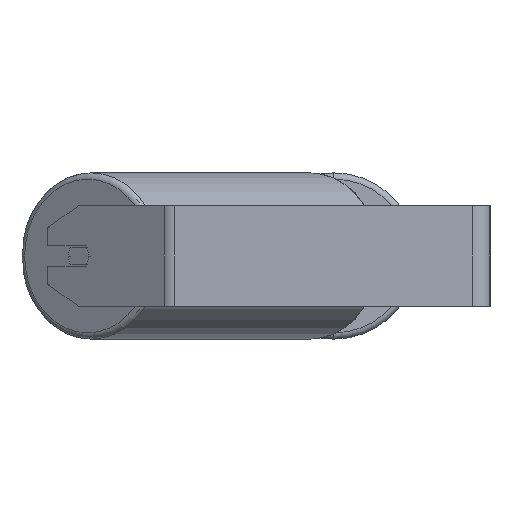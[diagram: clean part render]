
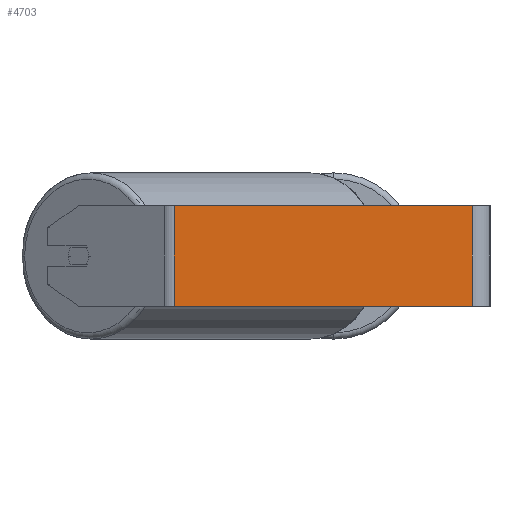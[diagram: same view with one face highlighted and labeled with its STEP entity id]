
A CAD part, left-side view. The second image highlights one B-rep face of the part: STEP entity #4703.
In plain terms, the highlighted planar face has unit normal (-1, 0, 0).
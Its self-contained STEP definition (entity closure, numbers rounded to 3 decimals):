
#109 = VECTOR ( 'NONE', #1543, 1000. ) ;
#264 = LINE ( 'NONE', #2250, #109 ) ;
#1039 = CARTESIAN_POINT ( 'NONE',  ( -525., 252.509, 40. ) ) ;
#1260 = CARTESIAN_POINT ( 'NONE',  ( -525., 14., -40. ) ) ;
#1543 = DIRECTION ( 'NONE',  ( 0., -1., 0. ) ) ;
#1678 = EDGE_CURVE ( 'NONE', #6754, #7480, #2800, .T. ) ;
#2224 = DIRECTION ( 'NONE',  ( 0., 0., -1. ) ) ;
#2236 = CARTESIAN_POINT ( 'NONE',  ( -525., 14., 40. ) ) ;
#2250 = CARTESIAN_POINT ( 'NONE',  ( -525., 256.923, 40. ) ) ;
#2387 = CARTESIAN_POINT ( 'NONE',  ( -525., 252.509, -40. ) ) ;
#2679 = ORIENTED_EDGE ( 'NONE', *, *, #4645, .F. ) ;
#2800 = LINE ( 'NONE', #6869, #4004 ) ;
#2871 = CARTESIAN_POINT ( 'NONE',  ( -525., 14., 40. ) ) ;
#4004 = VECTOR ( 'NONE', #2224, 1000. ) ;
#4167 = PLANE ( 'NONE',  #7982 ) ;
#4204 = ORIENTED_EDGE ( 'NONE', *, *, #7672, .F. ) ;
#4336 = ORIENTED_EDGE ( 'NONE', *, *, #1678, .T. ) ;
#4430 = LINE ( 'NONE', #6325, #8162 ) ;
#4645 = EDGE_CURVE ( 'NONE', #6630, #8339, #6273, .T. ) ;
#4703 = ADVANCED_FACE ( 'NONE', ( #5660 ), #4167, .F. ) ;
#4821 = DIRECTION ( 'NONE',  ( 0., 0., -1. ) ) ;
#5009 = VECTOR ( 'NONE', #5573, 1000. ) ;
#5082 = ORIENTED_EDGE ( 'NONE', *, *, #7490, .T. ) ;
#5573 = DIRECTION ( 'NONE',  ( 0., 0., -1. ) ) ;
#5660 = FACE_OUTER_BOUND ( 'NONE', #7476, .T. ) ;
#6273 = LINE ( 'NONE', #2871, #5009 ) ;
#6325 = CARTESIAN_POINT ( 'NONE',  ( -525., 256.923, -40. ) ) ;
#6630 = VERTEX_POINT ( 'NONE', #2236 ) ;
#6754 = VERTEX_POINT ( 'NONE', #1039 ) ;
#6811 = CARTESIAN_POINT ( 'NONE',  ( -525., 256.923, 40. ) ) ;
#6869 = CARTESIAN_POINT ( 'NONE',  ( -525., 252.509, 40. ) ) ;
#7126 = DIRECTION ( 'NONE',  ( 0., -1., 0. ) ) ;
#7476 = EDGE_LOOP ( 'NONE', ( #5082, #2679, #4204, #4336 ) ) ;
#7480 = VERTEX_POINT ( 'NONE', #2387 ) ;
#7490 = EDGE_CURVE ( 'NONE', #7480, #8339, #4430, .T. ) ;
#7672 = EDGE_CURVE ( 'NONE', #6754, #6630, #264, .T. ) ;
#7982 = AXIS2_PLACEMENT_3D ( 'NONE', #6811, #8368, #4821 ) ;
#8162 = VECTOR ( 'NONE', #7126, 1000. ) ;
#8339 = VERTEX_POINT ( 'NONE', #1260 ) ;
#8368 = DIRECTION ( 'NONE',  ( 1., 0., 0. ) ) ;
